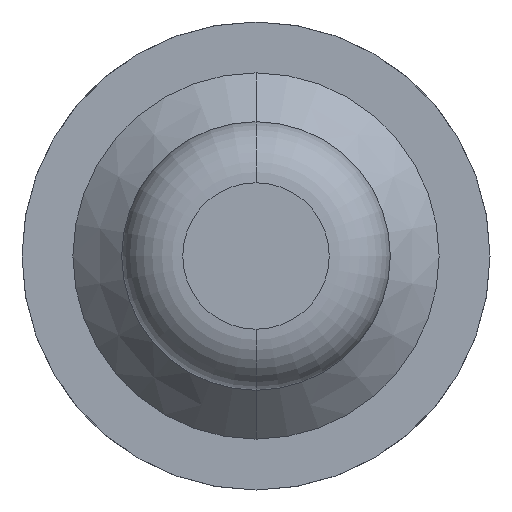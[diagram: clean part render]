
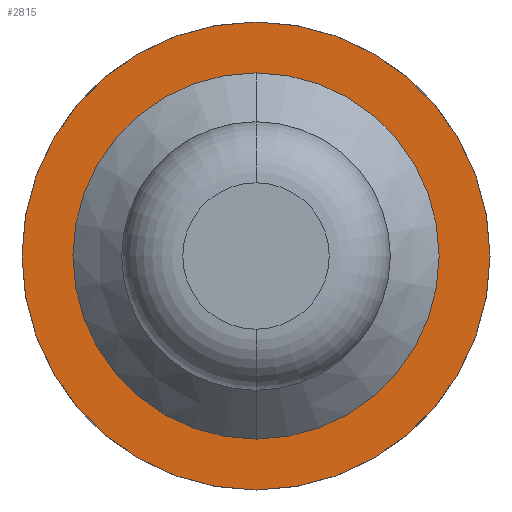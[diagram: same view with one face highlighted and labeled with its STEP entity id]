
A CAD part, front view. The second image highlights one B-rep face of the part: STEP entity #2815.
In plain terms, the highlighted planar face has unit normal (0, -1, 0).
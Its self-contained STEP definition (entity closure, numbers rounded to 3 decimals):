
#46 = CIRCLE ( 'NONE', #808, 0.35 ) ;
#69 = CARTESIAN_POINT ( 'NONE',  ( 0., 0.7, 0. ) ) ;
#200 = VERTEX_POINT ( 'NONE', #429 ) ;
#384 = DIRECTION ( 'NONE',  ( 0., 0., -1. ) ) ;
#413 = CIRCLE ( 'NONE', #2609, 0.35 ) ;
#429 = CARTESIAN_POINT ( 'NONE',  ( 0., 0.7, 0.35 ) ) ;
#469 = EDGE_LOOP ( 'NONE', ( #1124, #2737 ) ) ;
#610 = EDGE_LOOP ( 'NONE', ( #814, #2070 ) ) ;
#722 = VERTEX_POINT ( 'NONE', #1491 ) ;
#808 = AXIS2_PLACEMENT_3D ( 'NONE', #1513, #1192, #859 ) ;
#813 = VERTEX_POINT ( 'NONE', #3095 ) ;
#814 = ORIENTED_EDGE ( 'NONE', *, *, #3906, .F. ) ;
#853 = CIRCLE ( 'NONE', #2809, 0.575 ) ;
#859 = DIRECTION ( 'NONE',  ( 0., 0., -1. ) ) ;
#1120 = DIRECTION ( 'NONE',  ( 0., -1., 0. ) ) ;
#1124 = ORIENTED_EDGE ( 'NONE', *, *, #1389, .T. ) ;
#1138 = EDGE_CURVE ( 'Defeature ausgef�hrt1_12+Defeature ausgef�hrt1_13+Defeature ausgef�hrt1_13+Defeature ausgef�hrt1_13', #813, #1166, #1553, .T. ) ;
#1166 = VERTEX_POINT ( 'NONE', #2638 ) ;
#1192 = DIRECTION ( 'NONE',  ( 0., -1., 0. ) ) ;
#1389 = EDGE_CURVE ( 'Defeature ausgef�hrt1_12+Defeature ausgef�hrt1_13+Defeature ausgef�hrt1_13+Defeature ausgef�hrt1_13', #1166, #813, #853, .T. ) ;
#1407 = DIRECTION ( 'NONE',  ( 0., -1., 0. ) ) ;
#1467 = CARTESIAN_POINT ( 'NONE',  ( 0.35, 0.7, 0. ) ) ;
#1491 = CARTESIAN_POINT ( 'NONE',  ( 0., 0.7, -0.35 ) ) ;
#1513 = CARTESIAN_POINT ( 'NONE',  ( 0., 0.7, 0. ) ) ;
#1553 = CIRCLE ( 'NONE', #3236, 0.575 ) ;
#1651 = FACE_OUTER_BOUND ( 'NONE', #469, .T. ) ;
#1661 = CARTESIAN_POINT ( 'NONE',  ( 0., 0.7, 0. ) ) ;
#1886 = EDGE_CURVE ( 'Defeature ausgef�hrt1_11+Defeature ausgef�hrt1_12+Defeature ausgef�hrt1_12+Defeature ausgef�hrt1_12', #200, #722, #413, .T. ) ;
#2070 = ORIENTED_EDGE ( 'NONE', *, *, #1886, .F. ) ;
#2306 = DIRECTION ( 'NONE',  ( 0., -1., 0. ) ) ;
#2350 = CARTESIAN_POINT ( 'NONE',  ( 0., 0.7, 0. ) ) ;
#2609 = AXIS2_PLACEMENT_3D ( 'NONE', #1661, #3931, #2623 ) ;
#2623 = DIRECTION ( 'NONE',  ( 0., 0., -1. ) ) ;
#2638 = CARTESIAN_POINT ( 'NONE',  ( 0., 0.7, -0.575 ) ) ;
#2686 = DIRECTION ( 'NONE',  ( 0., 0., -1. ) ) ;
#2737 = ORIENTED_EDGE ( 'NONE', *, *, #1138, .T. ) ;
#2765 = DIRECTION ( 'NONE',  ( 0., 0., -1. ) ) ;
#2809 = AXIS2_PLACEMENT_3D ( 'NONE', #2350, #1407, #2686 ) ;
#2815 = ADVANCED_FACE ( 'Defeature ausgef�hrt1_12', ( #1651, #4029 ), #3425, .T. ) ;
#3095 = CARTESIAN_POINT ( 'NONE',  ( 0., 0.7, 0.575 ) ) ;
#3236 = AXIS2_PLACEMENT_3D ( 'NONE', #69, #2306, #384 ) ;
#3425 = PLANE ( 'NONE',  #3834 ) ;
#3834 = AXIS2_PLACEMENT_3D ( 'NONE', #1467, #1120, #2765 ) ;
#3906 = EDGE_CURVE ( 'Defeature ausgef�hrt1_11+Defeature ausgef�hrt1_12+Defeature ausgef�hrt1_12+Defeature ausgef�hrt1_12', #722, #200, #46, .T. ) ;
#3931 = DIRECTION ( 'NONE',  ( 0., -1., 0. ) ) ;
#4029 = FACE_BOUND ( 'NONE', #610, .T. ) ;
